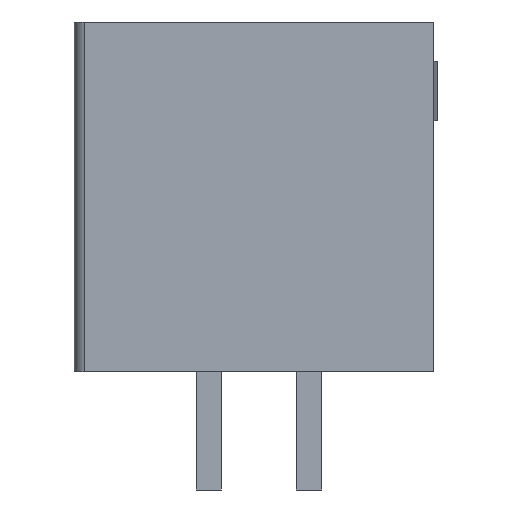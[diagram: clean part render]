
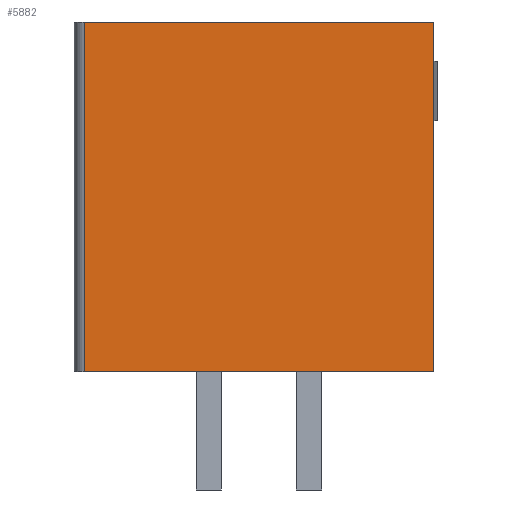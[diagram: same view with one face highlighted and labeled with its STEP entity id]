
A CAD part, left-side view. The second image highlights one B-rep face of the part: STEP entity #5882.
In plain terms, the highlighted planar face has unit normal (-1, 0, 0).
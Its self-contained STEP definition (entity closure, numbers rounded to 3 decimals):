
#51 = VERTEX_POINT('',#52);
#52 = CARTESIAN_POINT('',(-5.1,-3.155,8.85));
#58 = EDGE_CURVE('',#51,#59,#61,.T.);
#59 = VERTEX_POINT('',#60);
#60 = CARTESIAN_POINT('',(-5.1,-3.155,0.));
#61 = LINE('',#62,#63);
#62 = CARTESIAN_POINT('',(-5.1,-3.155,8.85));
#63 = VECTOR('',#64,1.);
#64 = DIRECTION('',(0.,0.,-1.));
#261 = VERTEX_POINT('',#262);
#262 = CARTESIAN_POINT('',(-5.1,5.695,0.));
#268 = EDGE_CURVE('',#269,#261,#271,.T.);
#269 = VERTEX_POINT('',#270);
#270 = CARTESIAN_POINT('',(-5.1,5.695,8.85));
#271 = LINE('',#272,#273);
#272 = CARTESIAN_POINT('',(-5.1,5.695,8.85));
#273 = VECTOR('',#274,1.);
#274 = DIRECTION('',(0.,0.,-1.));
#2250 = EDGE_CURVE('',#261,#59,#2251,.T.);
#2251 = LINE('',#2252,#2253);
#2252 = CARTESIAN_POINT('',(-5.1,5.695,0.));
#2253 = VECTOR('',#2254,1.);
#2254 = DIRECTION('',(0.,-1.,0.));
#5882 = ADVANCED_FACE('',(#5883),#5894,.F.);
#5883 = FACE_BOUND('',#5884,.T.);
#5884 = EDGE_LOOP('',(#5885,#5886,#5887,#5893));
#5885 = ORIENTED_EDGE('',*,*,#2250,.T.);
#5886 = ORIENTED_EDGE('',*,*,#58,.F.);
#5887 = ORIENTED_EDGE('',*,*,#5888,.F.);
#5888 = EDGE_CURVE('',#269,#51,#5889,.T.);
#5889 = LINE('',#5890,#5891);
#5890 = CARTESIAN_POINT('',(-5.1,5.695,8.85));
#5891 = VECTOR('',#5892,1.);
#5892 = DIRECTION('',(0.,-1.,0.));
#5893 = ORIENTED_EDGE('',*,*,#268,.T.);
#5894 = PLANE('',#5895);
#5895 = AXIS2_PLACEMENT_3D('',#5896,#5897,#5898);
#5896 = CARTESIAN_POINT('',(-5.1,5.695,8.85));
#5897 = DIRECTION('',(1.,0.,0.));
#5898 = DIRECTION('',(0.,1.,0.));
